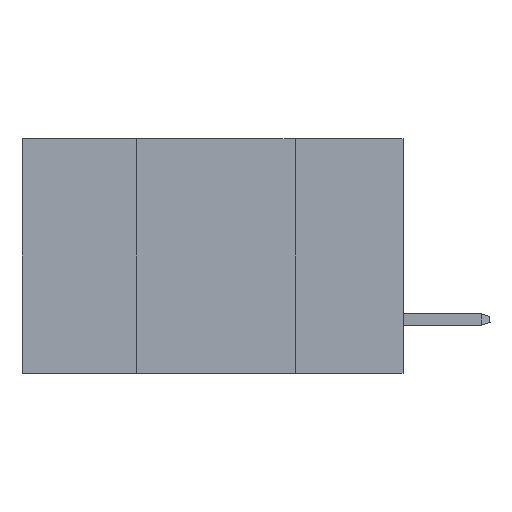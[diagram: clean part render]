
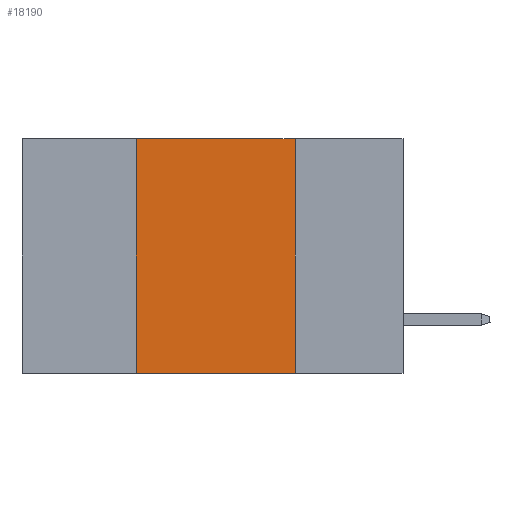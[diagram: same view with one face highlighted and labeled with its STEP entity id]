
A CAD part, left-side view. The second image highlights one B-rep face of the part: STEP entity #18190.
In plain terms, the highlighted planar face has unit normal (-1, 0, 0).
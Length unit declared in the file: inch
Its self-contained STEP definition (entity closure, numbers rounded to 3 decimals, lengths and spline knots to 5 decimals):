
#2191 = VERTEX_POINT ( 'NONE', #7006 ) ;
#2922 = DIRECTION ( 'NONE',  ( 1., 0., 0. ) ) ;
#3052 = DIRECTION ( 'NONE',  ( 0., 0., -1. ) ) ;
#3249 = CARTESIAN_POINT ( 'NONE',  ( 0., 0.42, -0.37 ) ) ;
#4752 = VECTOR ( 'NONE', #19989, 39.37008 ) ;
#5279 = LINE ( 'NONE', #17943, #10706 ) ;
#5689 = ORIENTED_EDGE ( 'NONE', *, *, #11208, .F. ) ;
#6234 = VERTEX_POINT ( 'NONE', #14491 ) ;
#7006 = CARTESIAN_POINT ( 'NONE',  ( 0., 0.17, -0.37 ) ) ;
#7173 = AXIS2_PLACEMENT_3D ( 'NONE', #23213, #2922, #3052 ) ;
#8199 = LINE ( 'NONE', #23718, #4752 ) ;
#8273 = LINE ( 'NONE', #24445, #10813 ) ;
#8712 = ORIENTED_EDGE ( 'NONE', *, *, #22243, .F. ) ;
#9849 = DIRECTION ( 'NONE',  ( 0., -1., 0. ) ) ;
#10706 = VECTOR ( 'NONE', #17447, 39.37008 ) ;
#10813 = VECTOR ( 'NONE', #9849, 39.37008 ) ;
#11208 = EDGE_CURVE ( 'NONE', #6234, #2191, #12752, .T. ) ;
#11537 = EDGE_LOOP ( 'NONE', ( #5689, #8712, #13437, #16967 ) ) ;
#11983 = VERTEX_POINT ( 'NONE', #3249 ) ;
#12752 = LINE ( 'NONE', #20852, #23900 ) ;
#12993 = PLANE ( 'NONE',  #7173 ) ;
#13403 = EDGE_CURVE ( 'NONE', #11983, #25455, #5279, .T. ) ;
#13437 = ORIENTED_EDGE ( 'NONE', *, *, #13403, .F. ) ;
#14491 = CARTESIAN_POINT ( 'NONE',  ( 0., 0.17, 0. ) ) ;
#16967 = ORIENTED_EDGE ( 'NONE', *, *, #23126, .T. ) ;
#17447 = DIRECTION ( 'NONE',  ( 0., 0., 1. ) ) ;
#17943 = CARTESIAN_POINT ( 'NONE',  ( 0., 0.42, 0. ) ) ;
#18190 = ADVANCED_FACE ( 'NONE', ( #25467 ), #12993, .F. ) ;
#18475 = DIRECTION ( 'NONE',  ( 0., 0., -1. ) ) ;
#19989 = DIRECTION ( 'NONE',  ( 0., -1., 0. ) ) ;
#20852 = CARTESIAN_POINT ( 'NONE',  ( 0., 0.17, 0. ) ) ;
#22243 = EDGE_CURVE ( 'NONE', #25455, #6234, #8273, .T. ) ;
#23126 = EDGE_CURVE ( 'NONE', #11983, #2191, #8199, .T. ) ;
#23213 = CARTESIAN_POINT ( 'NONE',  ( 0., 0.6, 0. ) ) ;
#23718 = CARTESIAN_POINT ( 'NONE',  ( 0., 0.6, -0.37 ) ) ;
#23900 = VECTOR ( 'NONE', #18475, 39.37008 ) ;
#24445 = CARTESIAN_POINT ( 'NONE',  ( 0., 0.6, 0. ) ) ;
#25455 = VERTEX_POINT ( 'NONE', #25492 ) ;
#25467 = FACE_OUTER_BOUND ( 'NONE', #11537, .T. ) ;
#25492 = CARTESIAN_POINT ( 'NONE',  ( 0., 0.42, 0. ) ) ;
